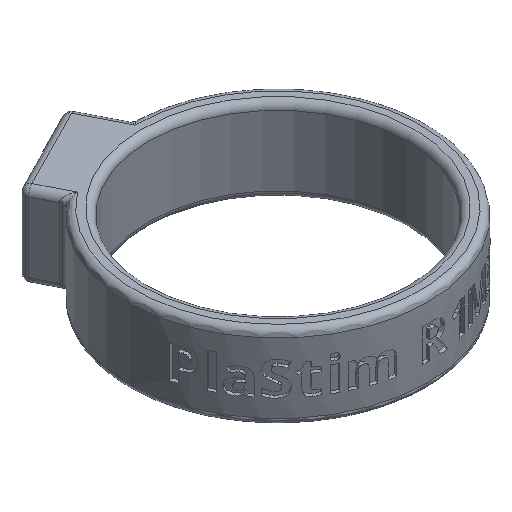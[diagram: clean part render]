
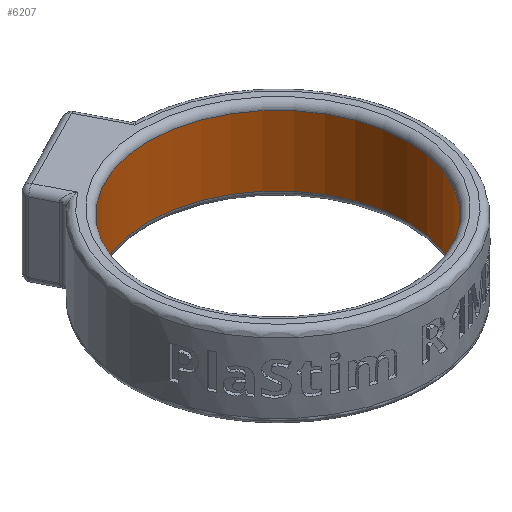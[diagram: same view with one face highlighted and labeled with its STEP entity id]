
A CAD part, isometric view. The second image highlights one B-rep face of the part: STEP entity #6207.
In plain terms, the highlighted cylindrical face has radius 18.5 mm (diameter 37 mm), a full revolution.
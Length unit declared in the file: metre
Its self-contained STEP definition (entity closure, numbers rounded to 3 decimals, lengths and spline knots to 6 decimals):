
#581=CYLINDRICAL_SURFACE('',#6609,0.0185);
#650=CIRCLE('',#6606,0.0185);
#651=CIRCLE('',#6608,0.0185);
#814=ORIENTED_EDGE('',*,*,#2767,.T.);
#815=ORIENTED_EDGE('',*,*,#2770,.F.);
#2767=EDGE_CURVE('',#3746,#3746,#650,.T.);
#2770=EDGE_CURVE('',#3748,#3748,#651,.T.);
#3746=VERTEX_POINT('',#8411);
#3748=VERTEX_POINT('',#8417);
#5233=EDGE_LOOP('',(#814));
#5234=EDGE_LOOP('',(#815));
#5646=FACE_BOUND('',#5233,.T.);
#5647=FACE_BOUND('',#5234,.T.);
#6207=ADVANCED_FACE('',(#5646,#5647),#581,.F.);
#6606=AXIS2_PLACEMENT_3D('',#8410,#7077,#7078);
#6608=AXIS2_PLACEMENT_3D('',#8416,#7083,#7084);
#6609=AXIS2_PLACEMENT_3D('',#8418,#7085,#7086);
#7077=DIRECTION('',(0.,0.,1.));
#7078=DIRECTION('',(1.,0.,0.));
#7083=DIRECTION('',(0.,0.,1.));
#7084=DIRECTION('',(1.,0.,0.));
#7085=DIRECTION('',(0.,0.,-1.));
#7086=DIRECTION('',(-1.,0.,0.));
#8410=CARTESIAN_POINT('',(0.,0.,0.005));
#8411=CARTESIAN_POINT('',(0.0185,0.,0.005));
#8416=CARTESIAN_POINT('',(0.,0.,-0.005));
#8417=CARTESIAN_POINT('',(0.0185,0.,-0.005));
#8418=CARTESIAN_POINT('',(0.,0.,0.005));
